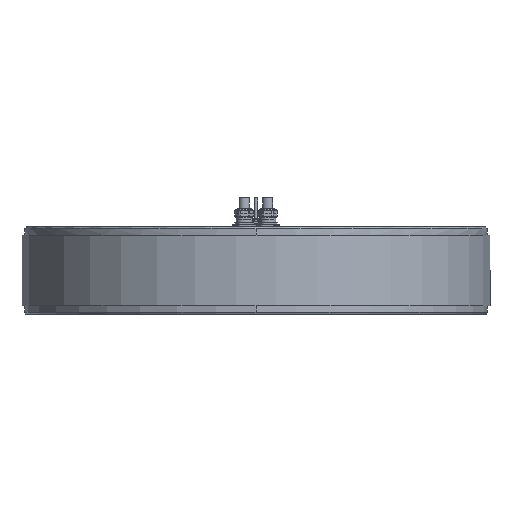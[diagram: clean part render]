
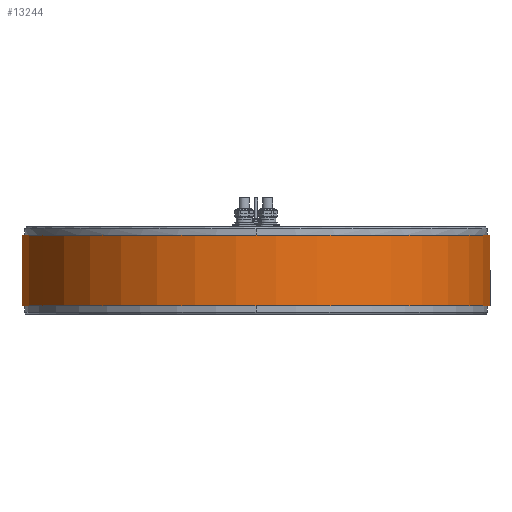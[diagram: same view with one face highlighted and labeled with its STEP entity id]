
A CAD part, front view. The second image highlights one B-rep face of the part: STEP entity #13244.
In plain terms, the highlighted cylindrical face has radius 403.5 mm (diameter 807 mm), a partial arc.
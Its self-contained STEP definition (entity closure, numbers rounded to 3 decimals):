
#1013=CARTESIAN_POINT('',(0.,0.,-14.6));
#1014=DIRECTION('',(0.,0.,1.));
#1015=DIRECTION('',(-0.086,0.996,0.));
#1016=AXIS2_PLACEMENT_3D('',#1013,#1014,#1015);
#1018=DIRECTION('',(0.,0.,1.));
#1019=VECTOR('',#1018,120.8);
#1020=CARTESIAN_POINT('',(34.5,402.022,-135.4));
#1021=LINE('',#1020,#1019);
#1022=CARTESIAN_POINT('',(0.,0.,-135.4));
#1023=DIRECTION('',(0.,0.,-1.));
#1024=DIRECTION('',(0.086,0.996,0.));
#1025=AXIS2_PLACEMENT_3D('',#1022,#1023,#1024);
#1027=DIRECTION('',(0.,0.,1.));
#1028=VECTOR('',#1027,120.8);
#1029=CARTESIAN_POINT('',(-34.5,402.022,-135.4));
#1030=LINE('',#1029,#1028);
#9802=CARTESIAN_POINT('',(-34.5,402.022,-135.4));
#9803=CARTESIAN_POINT('',(34.5,402.022,-135.4));
#9804=VERTEX_POINT('',#9802);
#9805=VERTEX_POINT('',#9803);
#9806=CARTESIAN_POINT('',(-34.5,402.022,-14.6));
#9807=CARTESIAN_POINT('',(34.5,402.022,-14.6));
#9808=VERTEX_POINT('',#9806);
#9809=VERTEX_POINT('',#9807);
#13233=CARTESIAN_POINT('',(0.,0.,-8.56));
#13234=DIRECTION('',(0.,0.,-1.));
#13235=DIRECTION('',(1.,0.,0.));
#13236=AXIS2_PLACEMENT_3D('',#13233,#13234,#13235);
#13237=CYLINDRICAL_SURFACE('',#13236,403.5);
#13238=ORIENTED_EDGE('',*,*,#13182,.T.);
#13239=ORIENTED_EDGE('',*,*,#13198,.F.);
#13240=ORIENTED_EDGE('',*,*,#13222,.T.);
#13241=ORIENTED_EDGE('',*,*,#13201,.T.);
#13242=EDGE_LOOP('',(#13238,#13239,#13240,#13241));
#13243=FACE_OUTER_BOUND('',#13242,.F.);
#13244=ADVANCED_FACE('',(#13243),#13237,.T.);
#1017=CIRCLE('',#1016,403.5);
#1026=CIRCLE('',#1025,403.5);
#13182=EDGE_CURVE('',#9808,#9809,#1017,.T.);
#13198=EDGE_CURVE('',#9805,#9809,#1021,.T.);
#13201=EDGE_CURVE('',#9804,#9808,#1030,.T.);
#13222=EDGE_CURVE('',#9805,#9804,#1026,.T.);
